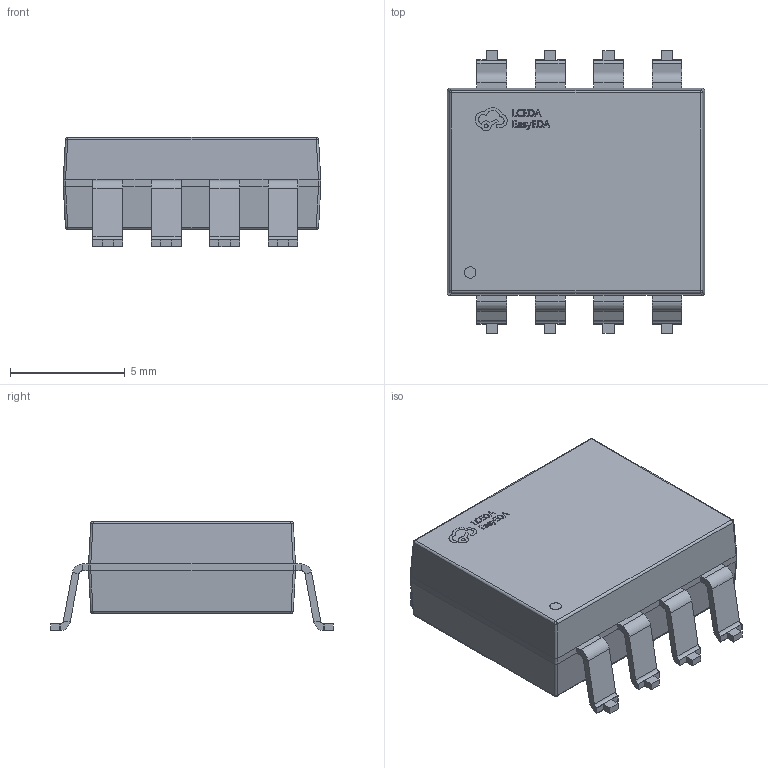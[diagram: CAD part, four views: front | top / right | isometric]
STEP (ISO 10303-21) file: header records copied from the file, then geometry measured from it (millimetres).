
FILE_DESCRIPTION (( 'STEP AP214' ), '1' );
FILE_NAME ('SOP-8_L11.2-W9.0-H4.8-LS12.3-P2.54.step', '2022-07-26T10:18:39', ( '' ), ( '' ), 'SwSTEP 2.0', 'SolidWorks 2020', '' );
FILE_SCHEMA (( 'AUTOMOTIVE_DESIGN' ));
Length unit declared in the file: millimetre
Products named in the file (1): SOP-8_L11.2-W9.0-H4.8-LS12.3-P2.54
Bounding box: 11.2 x 12.3 x 4.75 mm (x, y, z)
Volume: 406.2 mm3; surface area: 440.2 mm2
Topology: 14 solids, 14 shells, 543 faces, 1337 edges, 830 vertices
Faces by surface type: plane 369, bspline 112, cylinder 54, sphere 8
Entity records: 22364 total; most frequent: CARTESIAN_POINT 4839, ORIENTED_EDGE 2674, DIRECTION 2057, EDGE_CURVE 1337, LINE 1009, VECTOR 1009, VERTEX_POINT 830, EDGE_LOOP 563
